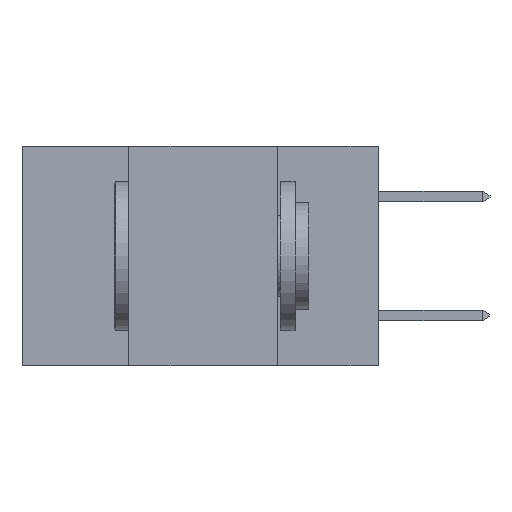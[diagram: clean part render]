
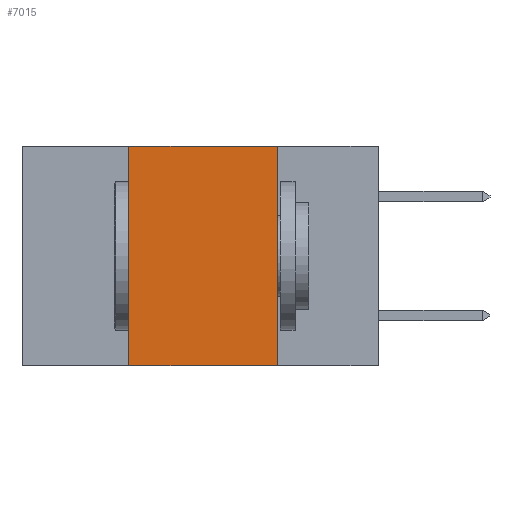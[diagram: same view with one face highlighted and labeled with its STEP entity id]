
A CAD part, left-side view. The second image highlights one B-rep face of the part: STEP entity #7015.
In plain terms, the highlighted planar face has unit normal (-1, 0, 0).
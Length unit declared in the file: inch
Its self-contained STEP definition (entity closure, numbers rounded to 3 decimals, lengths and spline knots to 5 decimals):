
#1096 = CARTESIAN_POINT ( 'NONE',  ( 0., 0.17, -0.37 ) ) ;
#1355 = LINE ( 'NONE', #13531, #18452 ) ;
#2390 = EDGE_CURVE ( 'NONE', #9738, #4921, #1355, .T. ) ;
#4921 = VERTEX_POINT ( 'NONE', #1096 ) ;
#4972 = DIRECTION ( 'NONE',  ( 0., -1., 0. ) ) ;
#5596 = AXIS2_PLACEMENT_3D ( 'NONE', #21833, #18738, #18707 ) ;
#7015 = ADVANCED_FACE ( 'NONE', ( #11587 ), #19777, .F. ) ;
#7313 = LINE ( 'NONE', #19794, #23776 ) ;
#7320 = CARTESIAN_POINT ( 'NONE',  ( 0., 0.6, -0.37 ) ) ;
#7422 = DIRECTION ( 'NONE',  ( 0., 0., -1. ) ) ;
#7819 = VECTOR ( 'NONE', #4972, 39.37008 ) ;
#8155 = DIRECTION ( 'NONE',  ( 0., -1., 0. ) ) ;
#8670 = CARTESIAN_POINT ( 'NONE',  ( 0., 0.42, -0.37 ) ) ;
#8677 = DIRECTION ( 'NONE',  ( 0., 0., 1. ) ) ;
#9738 = VERTEX_POINT ( 'NONE', #12012 ) ;
#11587 = FACE_OUTER_BOUND ( 'NONE', #28882, .T. ) ;
#12012 = CARTESIAN_POINT ( 'NONE',  ( 0., 0.17, 0. ) ) ;
#12121 = VERTEX_POINT ( 'NONE', #8670 ) ;
#12590 = ORIENTED_EDGE ( 'NONE', *, *, #14045, .F. ) ;
#12762 = ORIENTED_EDGE ( 'NONE', *, *, #24991, .F. ) ;
#13531 = CARTESIAN_POINT ( 'NONE',  ( 0., 0.17, 0. ) ) ;
#14045 = EDGE_CURVE ( 'NONE', #12121, #26421, #7313, .T. ) ;
#14989 = VECTOR ( 'NONE', #8155, 39.37008 ) ;
#18214 = EDGE_CURVE ( 'NONE', #12121, #4921, #20366, .T. ) ;
#18452 = VECTOR ( 'NONE', #7422, 39.37008 ) ;
#18707 = DIRECTION ( 'NONE',  ( 0., 0., -1. ) ) ;
#18738 = DIRECTION ( 'NONE',  ( 1., 0., 0. ) ) ;
#19777 = PLANE ( 'NONE',  #5596 ) ;
#19794 = CARTESIAN_POINT ( 'NONE',  ( 0., 0.42, 0. ) ) ;
#20179 = LINE ( 'NONE', #23806, #14989 ) ;
#20366 = LINE ( 'NONE', #7320, #7819 ) ;
#21833 = CARTESIAN_POINT ( 'NONE',  ( 0., 0.6, 0. ) ) ;
#22292 = ORIENTED_EDGE ( 'NONE', *, *, #2390, .F. ) ;
#23776 = VECTOR ( 'NONE', #8677, 39.37008 ) ;
#23806 = CARTESIAN_POINT ( 'NONE',  ( 0., 0.6, 0. ) ) ;
#24127 = CARTESIAN_POINT ( 'NONE',  ( 0., 0.42, 0. ) ) ;
#24991 = EDGE_CURVE ( 'NONE', #26421, #9738, #20179, .T. ) ;
#26421 = VERTEX_POINT ( 'NONE', #24127 ) ;
#26486 = ORIENTED_EDGE ( 'NONE', *, *, #18214, .T. ) ;
#28882 = EDGE_LOOP ( 'NONE', ( #22292, #12762, #12590, #26486 ) ) ;
